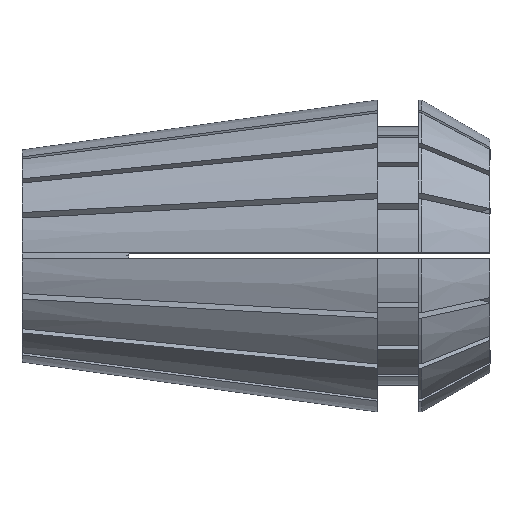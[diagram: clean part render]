
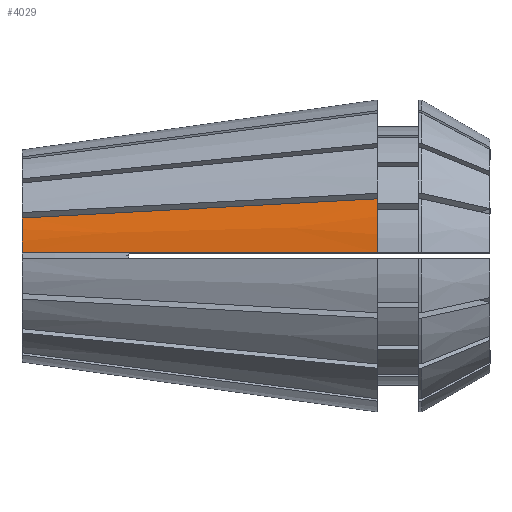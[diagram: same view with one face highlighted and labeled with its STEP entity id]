
A CAD part, top view. The second image highlights one B-rep face of the part: STEP entity #4029.
In plain terms, the highlighted conical face has half-angle 8 degrees and reference radius 10.5 mm.
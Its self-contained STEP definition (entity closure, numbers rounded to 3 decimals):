
#24 = EDGE_CURVE ( 'NONE', #1650, #4723, #30, .T. ) ;
#30 = CIRCLE ( 'NONE', #4305, 10.5 ) ;
#197 = B_SPLINE_CURVE_WITH_KNOTS ( 'NONE', 3,
 ( #564, #4284, #1111, #4845, #1630, #5367, #2164 ),
 .UNSPECIFIED., .F., .F.,
 ( 4, 3, 4 ),
 ( 0., 0.013, 0.024 ),
 .UNSPECIFIED. ) ;
#201 = CARTESIAN_POINT ( 'NONE',  ( 16.208, 0.2, 9.417 ) ) ;
#422 = AXIS2_PLACEMENT_3D ( 'NONE', #1357, #5113, #1896 ) ;
#564 = CARTESIAN_POINT ( 'NONE',  ( 0., 2.547, 6.672 ) ) ;
#740 = CARTESIAN_POINT ( 'NONE',  ( 7.435, 0.2, 8.184 ) ) ;
#1111 = CARTESIAN_POINT ( 'NONE',  ( 8.277, 2.992, 7.747 ) ) ;
#1276 = CARTESIAN_POINT ( 'NONE',  ( 2.032, 0.2, 7.424 ) ) ;
#1357 = CARTESIAN_POINT ( 'NONE',  ( 0., 0., 0. ) ) ;
#1587 = CARTESIAN_POINT ( 'NONE',  ( 23.9, 0., 0. ) ) ;
#1630 = CARTESIAN_POINT ( 'NONE',  ( 16.244, 3.421, 8.782 ) ) ;
#1650 = VERTEX_POINT ( 'NONE', #5967 ) ;
#1801 = CARTESIAN_POINT ( 'NONE',  ( 0., 0.2, 7.139 ) ) ;
#1896 = DIRECTION ( 'NONE',  ( 0., 0., 1. ) ) ;
#2017 = CARTESIAN_POINT ( 'NONE',  ( 23.9, 0., 0. ) ) ;
#2164 = CARTESIAN_POINT ( 'NONE',  ( 23.9, 3.833, 9.776 ) ) ;
#2202 = B_SPLINE_CURVE_WITH_KNOTS ( 'NONE', 3,
 ( #6049, #2320, #3379, #201, #3942, #740, #4479, #1276, #5020, #1801 ),
 .UNSPECIFIED., .F., .F.,
 ( 4, 3, 3, 4 ),
 ( 0.044, 0.052, 0.065, 0.068 ),
 .UNSPECIFIED. ) ;
#2246 = CARTESIAN_POINT ( 'NONE',  ( 23.9, 3.833, 9.776 ) ) ;
#2320 = CARTESIAN_POINT ( 'NONE',  ( 21.336, 0.2, 10.138 ) ) ;
#2573 = DIRECTION ( 'NONE',  ( 1., 0., 0. ) ) ;
#2748 = CIRCLE ( 'NONE', #422, 7.141 ) ;
#2831 = CONICAL_SURFACE ( 'NONE', #5072, 10.5, 0.14 ) ;
#2841 = CARTESIAN_POINT ( 'NONE',  ( 0., 2.547, 6.672 ) ) ;
#3308 = VERTEX_POINT ( 'NONE', #2841 ) ;
#3379 = CARTESIAN_POINT ( 'NONE',  ( 18.772, 0.2, 9.778 ) ) ;
#3526 = ORIENTED_EDGE ( 'NONE', *, *, #3874, .F. ) ;
#3724 = ORIENTED_EDGE ( 'NONE', *, *, #24, .T. ) ;
#3736 = DIRECTION ( 'NONE',  ( -1., 0., 0. ) ) ;
#3795 = EDGE_CURVE ( 'NONE', #1650, #6554, #2202, .T. ) ;
#3874 = EDGE_CURVE ( 'NONE', #6554, #3308, #2748, .T. ) ;
#3942 = CARTESIAN_POINT ( 'NONE',  ( 11.821, 0.2, 8.801 ) ) ;
#4029 = ADVANCED_FACE ( 'NONE', ( #4433 ), #2831, .T. ) ;
#4110 = ORIENTED_EDGE ( 'NONE', *, *, #5179, .F. ) ;
#4193 = DIRECTION ( 'NONE',  ( 0., 0., 1. ) ) ;
#4284 = CARTESIAN_POINT ( 'NONE',  ( 4.139, 2.77, 7.209 ) ) ;
#4305 = AXIS2_PLACEMENT_3D ( 'NONE', #1587, #3736, #4193 ) ;
#4405 = EDGE_LOOP ( 'NONE', ( #4110, #3526, #5411, #3724 ) ) ;
#4433 = FACE_OUTER_BOUND ( 'NONE', #4405, .T. ) ;
#4479 = CARTESIAN_POINT ( 'NONE',  ( 3.048, 0.2, 7.567 ) ) ;
#4712 = DIRECTION ( 'NONE',  ( 0., 0., -1. ) ) ;
#4723 = VERTEX_POINT ( 'NONE', #2246 ) ;
#4845 = CARTESIAN_POINT ( 'NONE',  ( 12.416, 3.215, 8.284 ) ) ;
#5020 = CARTESIAN_POINT ( 'NONE',  ( 1.016, 0.2, 7.281 ) ) ;
#5072 = AXIS2_PLACEMENT_3D ( 'NONE', #2017, #2573, #4712 ) ;
#5113 = DIRECTION ( 'NONE',  ( -1., 0., 0. ) ) ;
#5179 = EDGE_CURVE ( 'NONE', #3308, #4723, #197, .T. ) ;
#5367 = CARTESIAN_POINT ( 'NONE',  ( 20.072, 3.627, 9.279 ) ) ;
#5411 = ORIENTED_EDGE ( 'NONE', *, *, #3795, .F. ) ;
#5967 = CARTESIAN_POINT ( 'NONE',  ( 23.9, 0.2, 10.498 ) ) ;
#6049 = CARTESIAN_POINT ( 'NONE',  ( 23.9, 0.2, 10.498 ) ) ;
#6246 = CARTESIAN_POINT ( 'NONE',  ( 0., 0.2, 7.139 ) ) ;
#6554 = VERTEX_POINT ( 'NONE', #6246 ) ;
